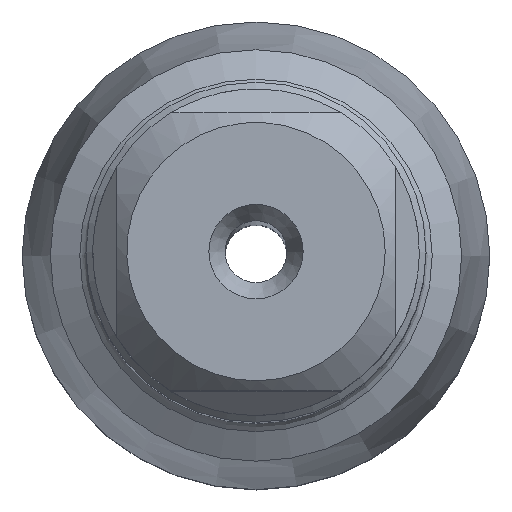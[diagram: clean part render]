
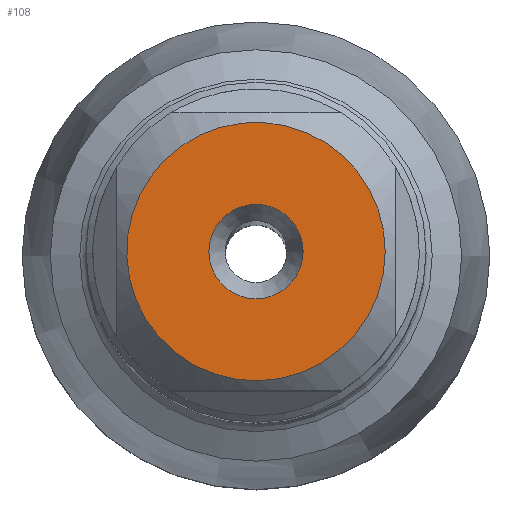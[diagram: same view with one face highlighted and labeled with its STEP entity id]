
A CAD part, top view. The second image highlights one B-rep face of the part: STEP entity #108.
In plain terms, the highlighted planar face has unit normal (0, 0, 1).
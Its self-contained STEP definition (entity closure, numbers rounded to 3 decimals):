
#50=PLANE('',#484);
#108=ADVANCED_FACE('',(#150,#151),#50,.F.);
#150=FACE_BOUND('',#190,.T.);
#151=FACE_BOUND('',#191,.T.);
#190=EDGE_LOOP('',(#260));
#191=EDGE_LOOP('',(#261));
#260=ORIENTED_EDGE('',*,*,#373,.T.);
#261=ORIENTED_EDGE('',*,*,#365,.T.);
#330=VERTEX_POINT('',#723);
#334=VERTEX_POINT('',#759);
#365=EDGE_CURVE('',#330,#330,#396,.T.);
#373=EDGE_CURVE('',#334,#334,#400,.T.);
#396=CIRCLE('',#475,8.36);
#400=CIRCLE('',#483,3.05);
#475=AXIS2_PLACEMENT_3D('',#722,#564,#565);
#483=AXIS2_PLACEMENT_3D('',#758,#580,#581);
#484=AXIS2_PLACEMENT_3D('',#760,#582,#583);
#564=DIRECTION('',(0.,0.,1.));
#565=DIRECTION('',(1.,0.,0.));
#580=DIRECTION('',(0.,0.,-1.));
#581=DIRECTION('',(-1.,0.,0.));
#582=DIRECTION('',(0.,0.,-1.));
#583=DIRECTION('',(-1.,0.,0.));
#722=CARTESIAN_POINT('',(0.,0.,0.));
#723=CARTESIAN_POINT('',(8.36,0.,0.));
#758=CARTESIAN_POINT('',(0.,0.,0.));
#759=CARTESIAN_POINT('',(-3.05,0.,0.));
#760=CARTESIAN_POINT('',(11.2,0.,0.));
